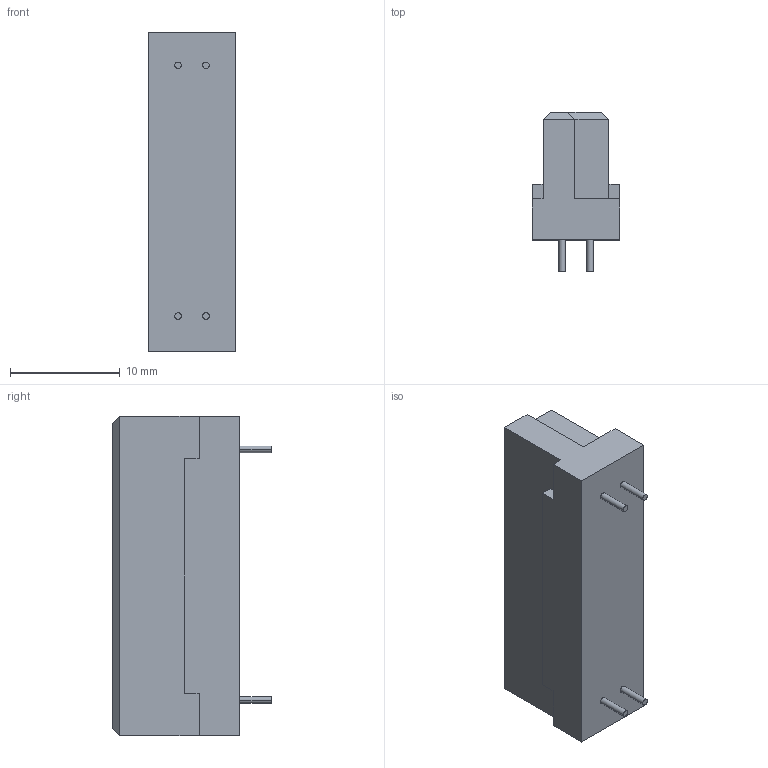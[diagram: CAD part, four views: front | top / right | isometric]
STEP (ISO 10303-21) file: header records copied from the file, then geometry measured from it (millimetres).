
FILE_DESCRIPTION(('STEP AP242'),'1');
FILE_NAME('9242206414.stp','2024-05-25T18:45:37',('TraceParts'),('TraceParts S.A.'),'Spatial InterOp 3D',' ',' ');
FILE_SCHEMA(('AP242_MANAGED_MODEL_BASED_3D_ENGINEERING_MIM_LF {1 0 10303 442 1 1 4}'));
Length unit declared in the file: millimetre
Products named in the file (1): 9242206414
Bounding box: 8 x 14.5 x 29.15 mm (x, y, z)
Volume: 2234.5 mm3; surface area: 1303.5 mm2
Topology: 1 solids, 1 shells, 62 faces, 148 edges, 96 vertices
Faces by surface type: bspline 62
Entity records: 2002 total; most frequent: CARTESIAN_POINT 769, ORIENTED_EDGE 296, EDGE_CURVE 148, B_SPLINE_CURVE_WITH_KNOTS 128, VERTEX_POINT 96, EDGE_LOOP 70, ADVANCED_FACE 62, FACE_OUTER_BOUND 62
